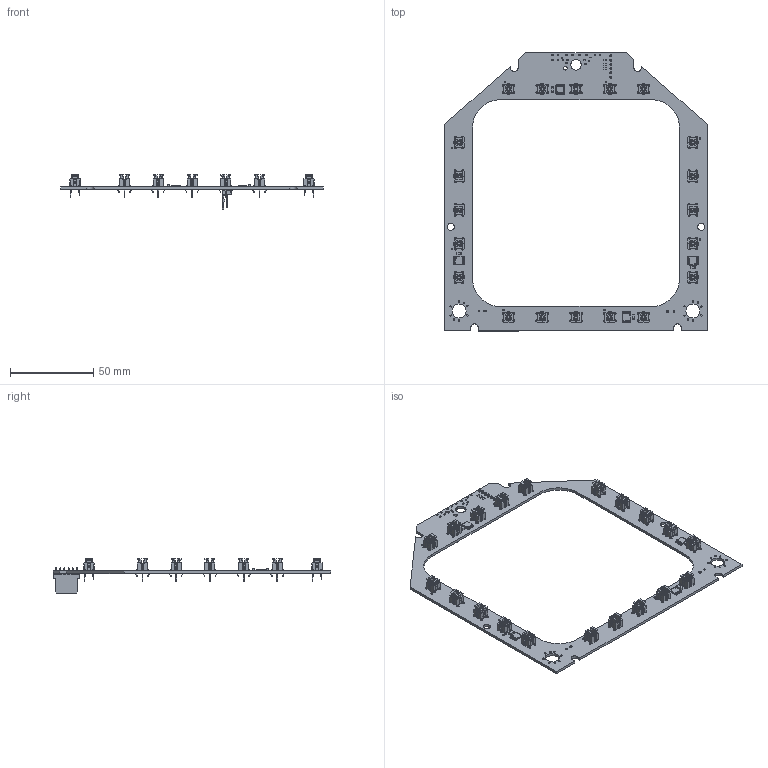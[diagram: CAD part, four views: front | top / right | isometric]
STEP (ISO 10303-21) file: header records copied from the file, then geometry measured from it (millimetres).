
FILE_DESCRIPTION(('KiCad electronic assembly'),'2;1');
FILE_NAME('Buttons_DDI.step','2021-08-23T08:10:31',('An Author'),( 'A Company'),'Open CASCADE STEP processor 6.9', 'KiCad to STEP converter','Unknown');
FILE_SCHEMA(('AUTOMOTIVE_DESIGN { 1 0 10303 214 1 1 1 1 }'));
Length unit declared in the file: millimetre
Products named in the file (16): Open CASCADE STEP translator 6.9 1; R_0603_1608Metric; SOLID; TL1240GQ; C_1206_3216Metric; LED_0402_1005Metric; Molex_KK-254_AE-6410-06A_1x06_P2.54mm_Vertical; R_0402_1005Metric; TSSOP-16_4.4x5mm_P0.65mm; COMPOUND
Assembly tree (89 placements, depth 3):
  Open CASCADE STEP translator 6.9 1
    R_0603_1608Metric  x3
      SOLID
    TL1240GQ  x20
      SOLID
    C_1206_3216Metric  x4
      SOLID
    LED_0402_1005Metric  x30
      SOLID
    Molex_KK-254_AE-6410-06A_1x06_P2.54mm_Vertical  x2
      SOLID
    R_0402_1005Metric  x18
      SOLID
    TSSOP-16_4.4x5mm_P0.65mm  x4
      SOLID
    COMPOUND
Bounding box: 158.19 x 167.39 x 20.6 mm (x, y, z)
Volume: 17541.1 mm3; surface area: 32933.4 mm2
Topology: 82 solids, 82 shells, 9420 faces, 26326 edges, 17096 vertices
Faces by surface type: plane 7630, cylinder 1618, bspline 132, cone 40
Full cylindrical faces by diameter (mm): 0.5 x4, 0.762 x40, 1.1 x80, 1.19 x6, 2.2 x1, 4.3 x2, 6.35 x1, 8.4 x2
Entity records: 75890 total; most frequent: CARTESIAN_POINT 12779, DIRECTION 10767, LINE 7075, VECTOR 7075, ORIENTED_EDGE 5530, PCURVE 5530, DEFINITIONAL_REPRESENTATION 5530, EDGE_CURVE 2765
